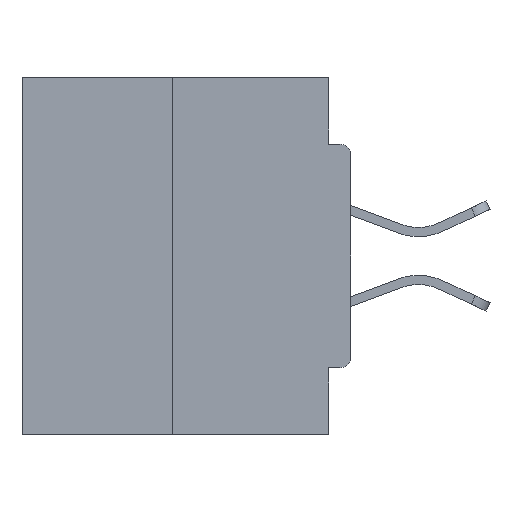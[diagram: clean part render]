
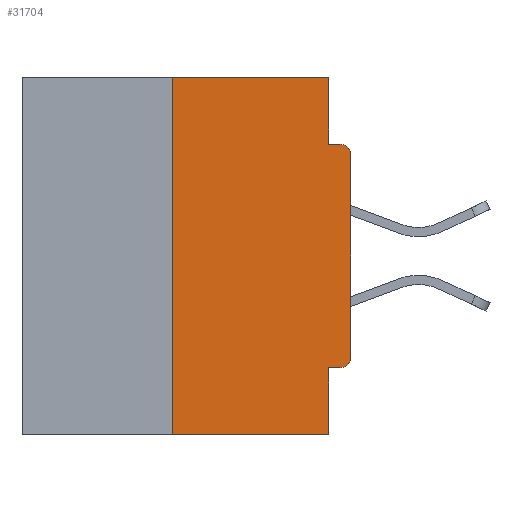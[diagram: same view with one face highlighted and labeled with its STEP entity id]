
A CAD part, left-side view. The second image highlights one B-rep face of the part: STEP entity #31704.
In plain terms, the highlighted planar face has unit normal (-1, 0, 0).
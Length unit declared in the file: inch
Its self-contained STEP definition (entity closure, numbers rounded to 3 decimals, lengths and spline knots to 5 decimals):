
#156 = DIRECTION ( 'NONE',  ( -1., 0., 0. ) ) ;
#301 = VECTOR ( 'NONE', #5892, 39.37008 ) ;
#304 = EDGE_CURVE ( 'NONE', #22207, #22168, #8440, .T. ) ;
#977 = ORIENTED_EDGE ( 'NONE', *, *, #2045, .T. ) ;
#1869 = CARTESIAN_POINT ( 'NONE',  ( 0., 0.031, -0.5 ) ) ;
#2007 = LINE ( 'NONE', #6494, #32163 ) ;
#2045 = EDGE_CURVE ( 'NONE', #26586, #28108, #25214, .T. ) ;
#2187 = DIRECTION ( 'NONE',  ( 0., 0., -1. ) ) ;
#2218 = VERTEX_POINT ( 'NONE', #1869 ) ;
#2506 = EDGE_CURVE ( 'NONE', #28108, #21858, #14247, .T. ) ;
#2929 = AXIS2_PLACEMENT_3D ( 'NONE', #18939, #16488, #22742 ) ;
#4729 = LINE ( 'NONE', #14764, #17702 ) ;
#5555 = CARTESIAN_POINT ( 'NONE',  ( 0., 0.46, -0.5 ) ) ;
#5732 = LINE ( 'NONE', #10790, #17657 ) ;
#5892 = DIRECTION ( 'NONE',  ( 0., -1., 0. ) ) ;
#5956 = CARTESIAN_POINT ( 'NONE',  ( 0., 0.46, 0. ) ) ;
#6219 = CARTESIAN_POINT ( 'NONE',  ( 0., 0., 0. ) ) ;
#6345 = DIRECTION ( 'NONE',  ( 0., 1., 0. ) ) ;
#6494 = CARTESIAN_POINT ( 'NONE',  ( 0., 0., -0.4065 ) ) ;
#6723 = CARTESIAN_POINT ( 'NONE',  ( 0., 0.031, -0.4065 ) ) ;
#6756 = ORIENTED_EDGE ( 'NONE', *, *, #11720, .F. ) ;
#7487 = ORIENTED_EDGE ( 'NONE', *, *, #2506, .T. ) ;
#7828 = AXIS2_PLACEMENT_3D ( 'NONE', #22722, #18698, #28655 ) ;
#8230 = EDGE_LOOP ( 'NONE', ( #23494, #30636, #12703, #16407, #15500, #977, #7487, #16766, #6756, #15377 ) ) ;
#8440 = LINE ( 'NONE', #5956, #27579 ) ;
#8916 = PLANE ( 'NONE',  #2929 ) ;
#9004 = VERTEX_POINT ( 'NONE', #26044 ) ;
#9584 = CARTESIAN_POINT ( 'NONE',  ( 0., 0.25, 0. ) ) ;
#10067 = DIRECTION ( 'NONE',  ( 0., 0., 1. ) ) ;
#10790 = CARTESIAN_POINT ( 'NONE',  ( 0., 0.031, 0. ) ) ;
#11348 = EDGE_CURVE ( 'NONE', #25129, #2218, #30834, .T. ) ;
#11720 = EDGE_CURVE ( 'NONE', #17415, #9004, #4729, .T. ) ;
#12076 = EDGE_CURVE ( 'NONE', #21858, #9004, #13527, .T. ) ;
#12703 = ORIENTED_EDGE ( 'NONE', *, *, #11348, .T. ) ;
#13527 = CIRCLE ( 'NONE', #28313, 0.015 ) ;
#14247 = LINE ( 'NONE', #6219, #16249 ) ;
#14764 = CARTESIAN_POINT ( 'NONE',  ( 0., 0., -0.0935 ) ) ;
#15377 = ORIENTED_EDGE ( 'NONE', *, *, #17408, .F. ) ;
#15403 = EDGE_CURVE ( 'NONE', #25129, #22207, #27414, .T. ) ;
#15500 = ORIENTED_EDGE ( 'NONE', *, *, #25409, .F. ) ;
#15523 = DIRECTION ( 'NONE',  ( 0., 0., -1. ) ) ;
#16249 = VECTOR ( 'NONE', #21529, 39.37008 ) ;
#16407 = ORIENTED_EDGE ( 'NONE', *, *, #19498, .F. ) ;
#16439 = CARTESIAN_POINT ( 'NONE',  ( 0., 0.031, -0.0935 ) ) ;
#16488 = DIRECTION ( 'NONE',  ( 1., 0., 0. ) ) ;
#16766 = ORIENTED_EDGE ( 'NONE', *, *, #12076, .T. ) ;
#17408 = EDGE_CURVE ( 'NONE', #22168, #17415, #5732, .T. ) ;
#17415 = VERTEX_POINT ( 'NONE', #16439 ) ;
#17528 = CARTESIAN_POINT ( 'NONE',  ( 0., 0.031, -0.5 ) ) ;
#17657 = VECTOR ( 'NONE', #28663, 39.37008 ) ;
#17702 = VECTOR ( 'NONE', #24833, 39.37008 ) ;
#18281 = VECTOR ( 'NONE', #2187, 39.37008 ) ;
#18698 = DIRECTION ( 'NONE',  ( -1., 0., 0. ) ) ;
#18939 = CARTESIAN_POINT ( 'NONE',  ( 0., 0.46, 0. ) ) ;
#18942 = VERTEX_POINT ( 'NONE', #6723 ) ;
#18999 = CARTESIAN_POINT ( 'NONE',  ( 0., 0.25, 0. ) ) ;
#19498 = EDGE_CURVE ( 'NONE', #18942, #2218, #19517, .T. ) ;
#19517 = LINE ( 'NONE', #17528, #18281 ) ;
#21529 = DIRECTION ( 'NONE',  ( 0., 0., 1. ) ) ;
#21858 = VERTEX_POINT ( 'NONE', #23713 ) ;
#22168 = VERTEX_POINT ( 'NONE', #25150 ) ;
#22207 = VERTEX_POINT ( 'NONE', #18999 ) ;
#22722 = CARTESIAN_POINT ( 'NONE',  ( 0., 0.015, -0.3915 ) ) ;
#22742 = DIRECTION ( 'NONE',  ( 0., 0., -1. ) ) ;
#22981 = CARTESIAN_POINT ( 'NONE',  ( 0., 0.015, -0.1085 ) ) ;
#23372 = VECTOR ( 'NONE', #10067, 39.37008 ) ;
#23494 = ORIENTED_EDGE ( 'NONE', *, *, #304, .F. ) ;
#23713 = CARTESIAN_POINT ( 'NONE',  ( 0., 0., -0.1085 ) ) ;
#24833 = DIRECTION ( 'NONE',  ( 0., -1., 0. ) ) ;
#25129 = VERTEX_POINT ( 'NONE', #30449 ) ;
#25150 = CARTESIAN_POINT ( 'NONE',  ( 0., 0.031, 0. ) ) ;
#25214 = CIRCLE ( 'NONE', #7828, 0.015 ) ;
#25409 = EDGE_CURVE ( 'NONE', #26586, #18942, #2007, .T. ) ;
#25834 = CARTESIAN_POINT ( 'NONE',  ( 0., 0.015, -0.4065 ) ) ;
#26044 = CARTESIAN_POINT ( 'NONE',  ( 0., 0.015, -0.0935 ) ) ;
#26071 = DIRECTION ( 'NONE',  ( 0., -1., 0. ) ) ;
#26586 = VERTEX_POINT ( 'NONE', #25834 ) ;
#27414 = LINE ( 'NONE', #9584, #23372 ) ;
#27579 = VECTOR ( 'NONE', #26071, 39.37008 ) ;
#28108 = VERTEX_POINT ( 'NONE', #31969 ) ;
#28313 = AXIS2_PLACEMENT_3D ( 'NONE', #22981, #156, #15523 ) ;
#28655 = DIRECTION ( 'NONE',  ( 0., 0., -1. ) ) ;
#28663 = DIRECTION ( 'NONE',  ( 0., 0., -1. ) ) ;
#30449 = CARTESIAN_POINT ( 'NONE',  ( 0., 0.25, -0.5 ) ) ;
#30636 = ORIENTED_EDGE ( 'NONE', *, *, #15403, .F. ) ;
#30834 = LINE ( 'NONE', #5555, #301 ) ;
#31554 = FACE_OUTER_BOUND ( 'NONE', #8230, .T. ) ;
#31704 = ADVANCED_FACE ( 'NONE', ( #31554 ), #8916, .F. ) ;
#31969 = CARTESIAN_POINT ( 'NONE',  ( 0., 0., -0.3915 ) ) ;
#32163 = VECTOR ( 'NONE', #6345, 39.37008 ) ;
